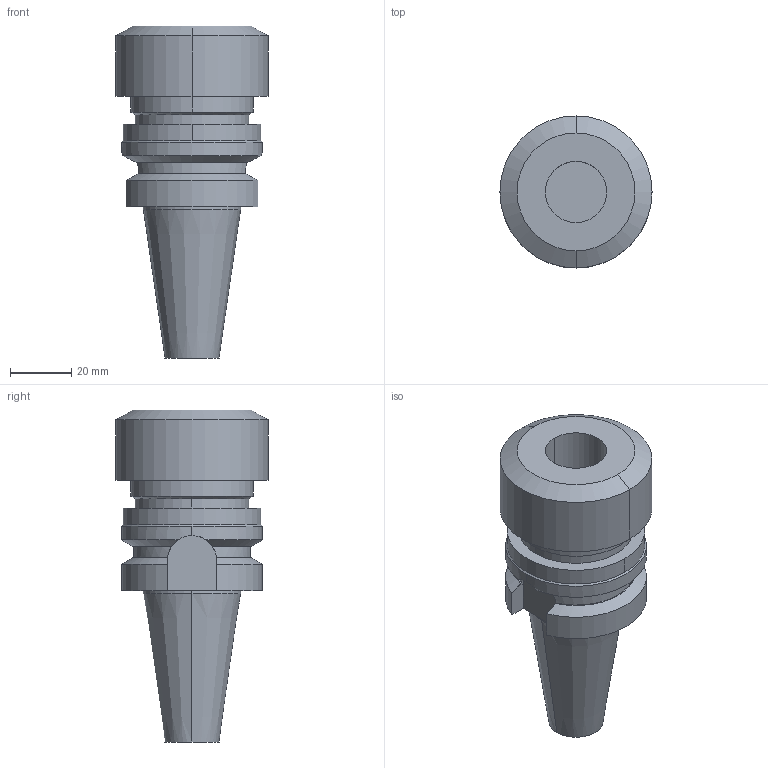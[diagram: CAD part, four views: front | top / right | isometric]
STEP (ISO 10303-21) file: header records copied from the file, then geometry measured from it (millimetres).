
FILE_DESCRIPTION (( 'STEP AP203' ), '1' );
FILE_NAME ('STP-25.122.32.060.STEP', '2017-03-21T06:02:02', ( '' ), ( '' ), 'SwSTEP 2.0', 'SolidWorks 2015', '' );
FILE_SCHEMA (( 'CONFIG_CONTROL_DESIGN' ));
Length unit declared in the file: millimetre
Products named in the file (1): STP-25.122.32.060
Bounding box: 49.64 x 49.64 x 108.4 mm (x, y, z)
Volume: 100961.5 mm3; surface area: 20804.7 mm2
Topology: 1 solids, 1 shells, 60 faces, 145 edges, 92 vertices
Faces by surface type: cylinder 27, plane 18, cone 15
Entity records: 1889 total; most frequent: CARTESIAN_POINT 396, DIRECTION 310, ORIENTED_EDGE 286, EDGE_CURVE 143, AXIS2_PLACEMENT_3D 126, VERTEX_POINT 92, EDGE_LOOP 67, CIRCLE 65
